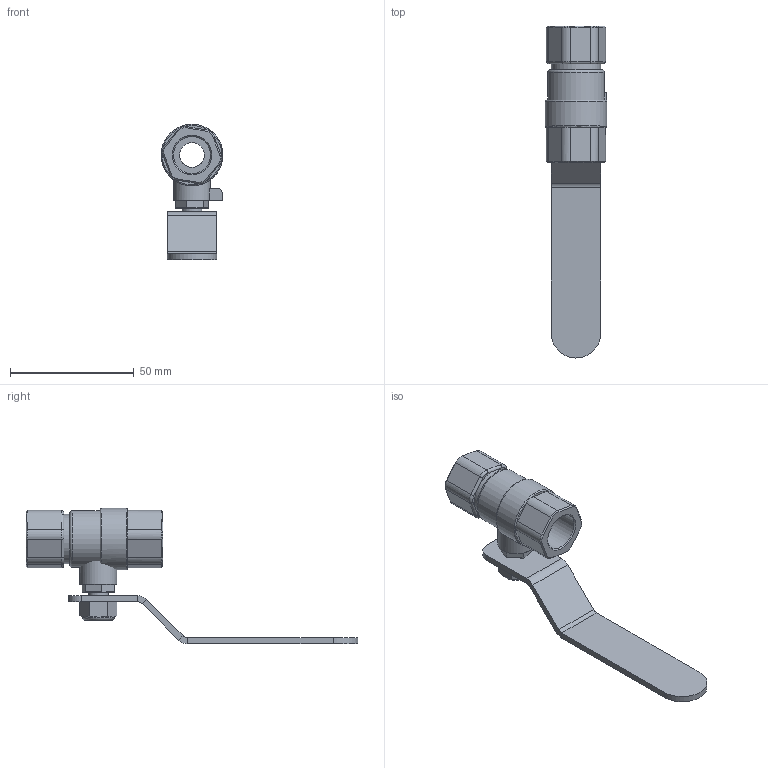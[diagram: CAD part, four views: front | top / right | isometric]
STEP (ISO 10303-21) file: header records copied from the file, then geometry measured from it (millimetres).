
FILE_DESCRIPTION(/* description */ (''),/* implementation_level */ '2;1');
FILE_NAME(/* name */ '1050 3_8_ Muf_Muf.step',/* time_stamp */ '2018-06-06T12:36:52+02:00',/* author */ ('mr84N69'),/* organization */ (''),/* preprocessor_version */ 'ST-DEVELOPER v17',/* originating_system */ 'Autodesk Translation Framework v7.1.0.215',/* authorisation */ '');
FILE_SCHEMA (('AUTOMOTIVE_DESIGN { 1 0 10303 214 3 1 1 }'));
Length unit declared in the file: millimetre
Products named in the file (4): 1050 3/8" Muf/Muf; Component1; Håndtag 1/2"- 3/4"; 94645A210
Assembly tree (3 placements, depth 2):
  1050 3/8" Muf/Muf
    Component1
    Håndtag 1/2"- 3/4"
    94645A210
Bounding box: 25 x 134.22 x 54.87 mm (x, y, z)
Volume: 26683.3 mm3; surface area: 16027.9 mm2
Topology: 7 solids, 7 shells, 211 faces, 498 edges, 309 vertices
Faces by surface type: plane 104, cylinder 54, cone 41, torus 12
Full cylindrical faces by diameter (mm): 6.832 x1, 6.964 x4, 8 x6, 8.583 x1, 10 x2, 15 x3, 20 x1, 23 x1, 25 x1
Entity records: 6656 total; most frequent: CARTESIAN_POINT 1664, DIRECTION 1066, ORIENTED_EDGE 996, EDGE_CURVE 498, AXIS2_PLACEMENT_3D 411, VERTEX_POINT 309, LINE 244, VECTOR 244
